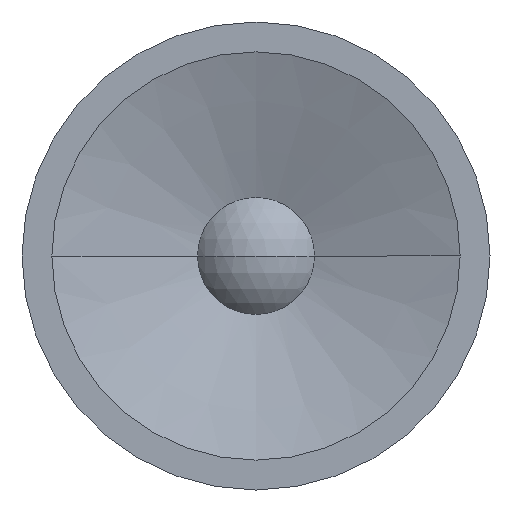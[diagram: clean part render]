
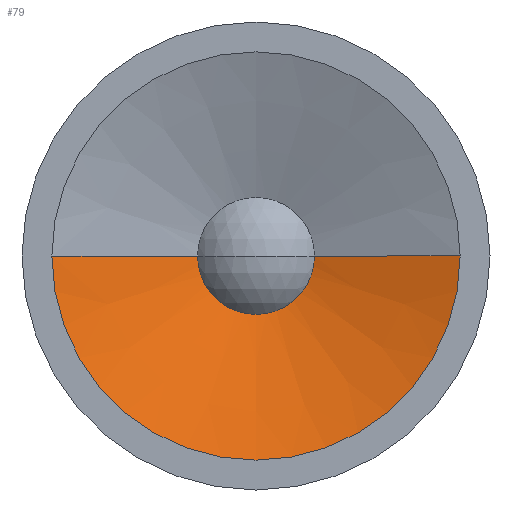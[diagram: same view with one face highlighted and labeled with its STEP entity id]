
A CAD part, front view. The second image highlights one B-rep face of the part: STEP entity #79.
In plain terms, the highlighted conical face has half-angle 70.556 degrees and reference radius 2.833 mm.
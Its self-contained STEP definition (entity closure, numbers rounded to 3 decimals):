
#3=CARTESIAN_POINT('POINT2',(11.858,10.443
   ,0.));
#4=VERTEX_POINT('VERTEX2',#3);
#12=CARTESIAN_POINT('POINT3',(-11.858,
   10.443,0.));
#13=VERTEX_POINT('VERTEX3',#12);
#21=CARTESIAN_POINT('POS3',(0.,10.443,0.));
#22=DIRECTION('DIR5',(0.,1.,0.));
#23=DIRECTION('DIR6',(-1.,0.,0.));
#24=AXIS2_PLACEMENT_3D('AXIS3',#21,#22,#23);
#25=CIRCLE('ELLIPSE3',#24,11.858);
#26=EDGE_CURVE('EDGE3',#13,#4,#25,.F.);
#48=CARTESIAN_POINT('POINT4',(-41.44,0.,
   0.));
#49=VERTEX_POINT('VERTEX4',#48);
#50=CARTESIAN_POINT('POS6',(-41.44,0.,
   0.));
#51=DIRECTION('DIR11',(0.943,0.333,
   0.));
#52=VECTOR('VEC1',#51,1.);
#53=LINE('STRAIGHT1',#50,#52);
#54=EDGE_CURVE('EDGE5',#49,#13,#53,.T.);
#55=ORIENTED_EDGE('COEDGE7',*,*,#54,.F.);
#56=CARTESIAN_POINT('POINT5',(41.44,0.,
   0.));
#57=VERTEX_POINT('VERTEX5',#56);
#58=CARTESIAN_POINT('POS7',(0.,0.,0.));
#59=DIRECTION('DIR12',(0.,-1.,0.));
#60=DIRECTION('DIR13',(-1.,0.,0.));
#61=AXIS2_PLACEMENT_3D('AXIS6',#58,#59,#60);
#62=CIRCLE('ELLIPSE5',#61,41.44);
#63=EDGE_CURVE('EDGE6',#57,#49,#62,.F.);
#64=ORIENTED_EDGE('COEDGE8',*,*,#63,.F.);
#65=CARTESIAN_POINT('POS8',(41.44,0.,
   0.));
#66=DIRECTION('DIR14',(-0.943,0.333,
   0.));
#67=VECTOR('VEC2',#66,1.);
#68=LINE('STRAIGHT2',#65,#67);
#69=EDGE_CURVE('EDGE7',#57,#4,#68,.T.);
#70=ORIENTED_EDGE('COEDGE9',*,*,#69,.T.);
#71=ORIENTED_EDGE('COEDGE10',*,*,#26,.F.);
#72=EDGE_LOOP('NONE',(#55,#64,#70,#71));
#73=FACE_BOUND('LOOP1',#72,.T.);
#74=CARTESIAN_POINT('POS9',(0.,13.629,0.));
#75=DIRECTION('DIR15',(0.,-1.,0.));
#76=DIRECTION('DIR16',(-1.,0.,0.));
#77=AXIS2_PLACEMENT_3D('AXIS7',#74,#75,#76);
#78=CONICAL_SURFACE('CONE_SURF1',#77,2.833,
   1.231);
#79=ADVANCED_FACE('FACE3',(#73),#78,.F.);
